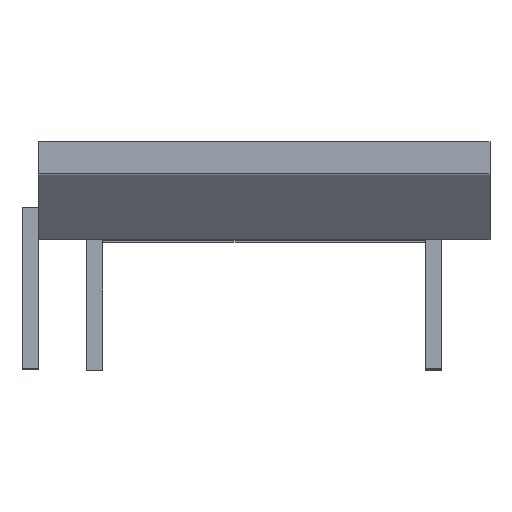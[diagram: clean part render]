
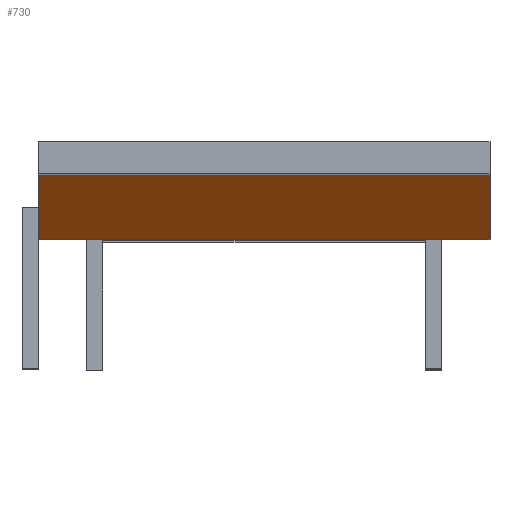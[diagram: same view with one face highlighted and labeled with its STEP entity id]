
A CAD part, top view. The second image highlights one B-rep face of the part: STEP entity #730.
In plain terms, the highlighted planar face has unit normal (0, -0.928, 0.371).
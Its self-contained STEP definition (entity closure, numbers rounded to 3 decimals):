
#123=CARTESIAN_POINT('POINT14',(-7.,5.,-13.));
#124=VERTEX_POINT('VERTEX14',#123);
#131=CARTESIAN_POINT('POINT15',(7.,5.,-13.));
#132=VERTEX_POINT('VERTEX15',#131);
#133=CARTESIAN_POINT('POS17',(7.,5.,-13.));
#134=DIRECTION('DIR20',(-1.,0.,0.));
#135=VECTOR('VEC14',#134,1.);
#136=LINE('STRAIGHT14',#133,#135);
#137=EDGE_CURVE('EDGE14',#132,#124,#136,.T.);
#674=CARTESIAN_POINT('POINT49',(-7.,3.,-18.));
#675=VERTEX_POINT('VERTEX49',#674);
#682=CARTESIAN_POINT('POS87',(-7.,3.,-18.));
#683=DIRECTION('DIR106',(0.,0.371,
   0.928));
#684=VECTOR('VEC68',#683,1.);
#685=LINE('STRAIGHT68',#682,#684);
#686=EDGE_CURVE('EDGE68',#675,#124,#685,.T.);
#707=CARTESIAN_POINT('POINT50',(7.,3.,-18.));
#708=VERTEX_POINT('VERTEX50',#707);
#709=CARTESIAN_POINT('POS90',(7.,3.,-18.));
#710=DIRECTION('DIR110',(-1.,0.,0.));
#711=VECTOR('VEC70',#710,1.);
#712=LINE('STRAIGHT70',#709,#711);
#713=EDGE_CURVE('EDGE70',#708,#675,#712,.T.);
#714=ORIENTED_EDGE('COEDGE104',*,*,#713,.F.);
#715=CARTESIAN_POINT('POS91',(7.,3.,-18.));
#716=DIRECTION('DIR111',(0.,0.371,
   0.928));
#717=VECTOR('VEC71',#716,1.);
#718=LINE('STRAIGHT71',#715,#717);
#719=EDGE_CURVE('EDGE71',#708,#132,#718,.T.);
#720=ORIENTED_EDGE('COEDGE105',*,*,#719,.T.);
#721=ORIENTED_EDGE('COEDGE106',*,*,#137,.T.);
#722=ORIENTED_EDGE('COEDGE107',*,*,#686,.F.);
#723=EDGE_LOOP('NONE',(#714,#720,#721,#722));
#724=FACE_BOUND('LOOP1',#723,.T.);
#725=CARTESIAN_POINT('POS92',(8.4,3.,-18.));
#726=DIRECTION('DIR112',(0.,0.928,
   -0.371));
#727=DIRECTION('DIR113',(1.,0.,0.));
#728=AXIS2_PLACEMENT_3D('AXIS21',#725,#726,#727);
#729=PLANE('PLANE21',#728);
#730=ADVANCED_FACE('FACE21',(#724),#729,.F.);
